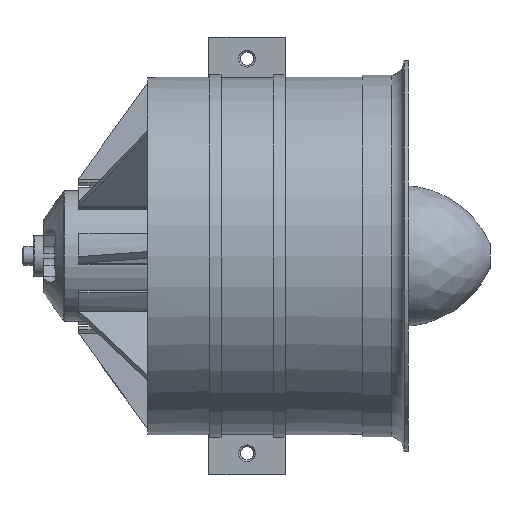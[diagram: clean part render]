
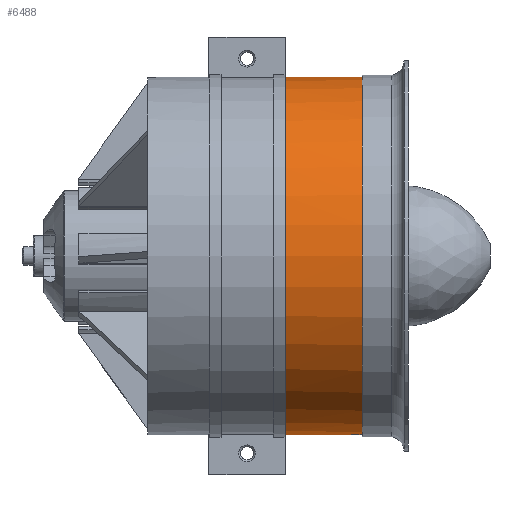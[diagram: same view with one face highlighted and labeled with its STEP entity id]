
A CAD part, front view. The second image highlights one B-rep face of the part: STEP entity #6488.
In plain terms, the highlighted cylindrical face has radius 48 mm (diameter 96 mm), a full revolution.
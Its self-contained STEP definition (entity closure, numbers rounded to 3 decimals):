
#363=CIRCLE('',#6822,48.);
#373=CIRCLE('',#6843,48.);
#374=CIRCLE('',#6844,48.);
#377=CIRCLE('',#6848,48.);
#386=CIRCLE('',#6872,48.);
#387=CIRCLE('',#6875,48.);
#451=CYLINDRICAL_SURFACE('',#6874,48.);
#749=FACE_OUTER_BOUND('',#1090,.T.);
#1090=EDGE_LOOP('',(#5635,#5636,#5637,#5638,#5639,#5640,#5641,#5642,#5643,
#5644,#5645,#5646));
#1463=LINE('',#14395,#1896);
#1474=LINE('',#14422,#1907);
#1502=LINE('',#14513,#1935);
#1509=LINE('',#14528,#1942);
#1518=LINE('',#14550,#1951);
#1896=VECTOR('',#7833,10.);
#1907=VECTOR('',#7860,10.);
#1935=VECTOR('',#7960,10.);
#1942=VECTOR('',#7973,10.);
#1951=VECTOR('',#8000,48.);
#2855=VERTEX_POINT('',#14392);
#2856=VERTEX_POINT('',#14394);
#2859=VERTEX_POINT('',#14402);
#2864=VERTEX_POINT('',#14421);
#2878=VERTEX_POINT('',#14465);
#2879=VERTEX_POINT('',#14467);
#2882=VERTEX_POINT('',#14475);
#2891=VERTEX_POINT('',#14512);
#2896=VERTEX_POINT('',#14527);
#2900=VERTEX_POINT('',#14548);
#3762=EDGE_CURVE('',#2856,#2855,#1463,.T.);
#3766=EDGE_CURVE('',#2859,#2856,#363,.T.);
#3777=EDGE_CURVE('',#2864,#2859,#1474,.T.);
#3799=EDGE_CURVE('',#2878,#2864,#373,.T.);
#3800=EDGE_CURVE('',#2879,#2878,#374,.T.);
#3805=EDGE_CURVE('',#2855,#2882,#377,.T.);
#3823=EDGE_CURVE('',#2891,#2879,#1502,.T.);
#3831=EDGE_CURVE('',#2882,#2896,#1509,.T.);
#3840=EDGE_CURVE('',#2896,#2891,#386,.T.);
#3842=EDGE_CURVE('',#2900,#2900,#387,.T.);
#3843=EDGE_CURVE('',#2900,#2878,#1518,.T.);
#5635=ORIENTED_EDGE('',*,*,#3842,.F.);
#5636=ORIENTED_EDGE('',*,*,#3843,.T.);
#5637=ORIENTED_EDGE('',*,*,#3799,.T.);
#5638=ORIENTED_EDGE('',*,*,#3777,.T.);
#5639=ORIENTED_EDGE('',*,*,#3766,.T.);
#5640=ORIENTED_EDGE('',*,*,#3762,.T.);
#5641=ORIENTED_EDGE('',*,*,#3805,.T.);
#5642=ORIENTED_EDGE('',*,*,#3831,.T.);
#5643=ORIENTED_EDGE('',*,*,#3840,.T.);
#5644=ORIENTED_EDGE('',*,*,#3823,.T.);
#5645=ORIENTED_EDGE('',*,*,#3800,.T.);
#5646=ORIENTED_EDGE('',*,*,#3843,.F.);
#6488=ADVANCED_FACE('',(#749),#451,.T.);
#6822=AXIS2_PLACEMENT_3D('',#14403,#7840,#7841);
#6843=AXIS2_PLACEMENT_3D('',#14466,#7905,#7906);
#6844=AXIS2_PLACEMENT_3D('',#14468,#7907,#7908);
#6848=AXIS2_PLACEMENT_3D('',#14477,#7917,#7918);
#6872=AXIS2_PLACEMENT_3D('',#14544,#7991,#7992);
#6874=AXIS2_PLACEMENT_3D('',#14547,#7996,#7997);
#6875=AXIS2_PLACEMENT_3D('',#14549,#7998,#7999);
#7833=DIRECTION('',(-1.,0.,0.));
#7840=DIRECTION('center_axis',(1.,0.,0.));
#7841=DIRECTION('ref_axis',(0.,1.,0.));
#7860=DIRECTION('',(1.,0.,0.));
#7905=DIRECTION('center_axis',(1.,0.,0.));
#7906=DIRECTION('ref_axis',(0.,0.,-1.));
#7907=DIRECTION('center_axis',(1.,0.,0.));
#7908=DIRECTION('ref_axis',(0.,0.,-1.));
#7917=DIRECTION('center_axis',(1.,0.,0.));
#7918=DIRECTION('ref_axis',(0.,0.,-1.));
#7960=DIRECTION('',(-1.,0.,0.));
#7973=DIRECTION('',(1.,0.,0.));
#7991=DIRECTION('center_axis',(1.,0.,0.));
#7992=DIRECTION('ref_axis',(0.,1.,0.));
#7996=DIRECTION('center_axis',(1.,0.,0.));
#7997=DIRECTION('ref_axis',(0.,1.,0.));
#7998=DIRECTION('center_axis',(1.,0.,0.));
#7999=DIRECTION('ref_axis',(0.,0.,-1.));
#8000=DIRECTION('',(-1.,0.,0.));
#14392=CARTESIAN_POINT('',(36.9,1.25,-47.984));
#14394=CARTESIAN_POINT('',(36.95,1.25,-47.984));
#14395=CARTESIAN_POINT('',(47.25,1.25,-47.984));
#14402=CARTESIAN_POINT('',(36.95,-1.25,-47.984));
#14403=CARTESIAN_POINT('Origin',(36.95,0.,0.));
#14421=CARTESIAN_POINT('',(36.9,-1.25,-47.984));
#14422=CARTESIAN_POINT('',(47.25,-1.25,-47.984));
#14465=CARTESIAN_POINT('',(36.9,-48.,0.));
#14466=CARTESIAN_POINT('Origin',(36.9,0.,0.));
#14467=CARTESIAN_POINT('',(36.9,-1.25,47.984));
#14468=CARTESIAN_POINT('Origin',(36.9,0.,0.));
#14475=CARTESIAN_POINT('',(36.9,1.25,47.984));
#14477=CARTESIAN_POINT('Origin',(36.9,0.,0.));
#14512=CARTESIAN_POINT('',(36.95,-1.25,47.984));
#14513=CARTESIAN_POINT('',(47.25,-1.25,47.984));
#14527=CARTESIAN_POINT('',(36.95,1.25,47.984));
#14528=CARTESIAN_POINT('',(47.25,1.25,47.984));
#14544=CARTESIAN_POINT('Origin',(36.95,0.,0.));
#14547=CARTESIAN_POINT('Origin',(47.25,0.,0.));
#14548=CARTESIAN_POINT('',(57.6,-48.,0.));
#14549=CARTESIAN_POINT('Origin',(57.6,0.,0.));
#14550=CARTESIAN_POINT('',(47.25,-48.,0.));
